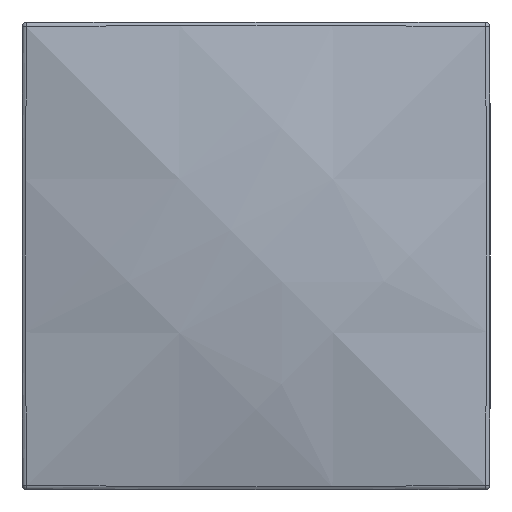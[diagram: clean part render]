
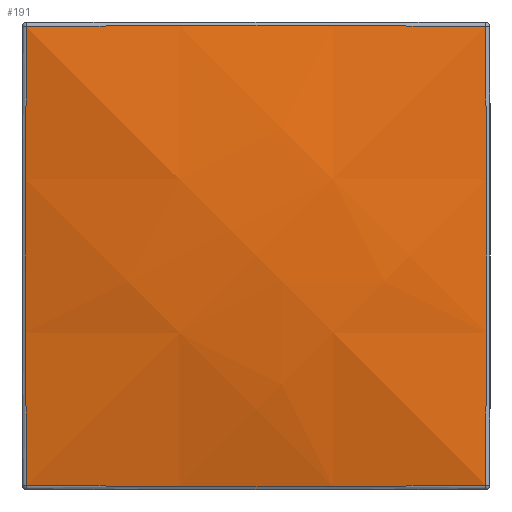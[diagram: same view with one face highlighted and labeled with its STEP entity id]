
A CAD part, left-side view. The second image highlights one B-rep face of the part: STEP entity #191.
In plain terms, the highlighted free-form (B-spline) face has degree [3, 3] with [4, 4] control points.
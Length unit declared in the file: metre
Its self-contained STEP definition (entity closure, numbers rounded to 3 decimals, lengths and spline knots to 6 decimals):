
#191=ADVANCED_FACE('0:163',(#376),#377,.F.);
#376=FACE_OUTER_BOUND('',#579,.T.);
#377=B_SPLINE_SURFACE_WITH_KNOTS('',3,3,((#580,#581,#582,#583),(#584,#585,#586,#587),(#588,#589,#590,#591),(#592,#593,#594,#595)),.UNSPECIFIED.,.F.,.F.,.F.,(4,4),(4,4),(0.003423,0.996577),(0.003423,0.996577),.UNSPECIFIED.);
#579=EDGE_LOOP('',(#1022,#1023,#1024,#1025));
#580=CARTESIAN_POINT('',(-0.001,0.000633,-0.000008));
#581=CARTESIAN_POINT('',(-0.001002,0.000211,-0.000008));
#582=CARTESIAN_POINT('',(-0.001002,-0.000211,-0.000008));
#583=CARTESIAN_POINT('',(-0.001,-0.000633,-0.000008));
#584=CARTESIAN_POINT('',(-0.001002,0.000633,0.000414));
#585=CARTESIAN_POINT('',(-0.001159,0.000211,0.000414));
#586=CARTESIAN_POINT('',(-0.001159,-0.000211,0.000414));
#587=CARTESIAN_POINT('',(-0.001002,-0.000633,0.000414));
#588=CARTESIAN_POINT('',(-0.001002,0.000633,0.000836));
#589=CARTESIAN_POINT('',(-0.001159,0.000211,0.000836));
#590=CARTESIAN_POINT('',(-0.001159,-0.000211,0.000836));
#591=CARTESIAN_POINT('',(-0.001002,-0.000633,0.000836));
#592=CARTESIAN_POINT('',(-0.001,0.000633,0.001258));
#593=CARTESIAN_POINT('',(-0.001002,0.000211,0.001258));
#594=CARTESIAN_POINT('',(-0.001002,-0.000211,0.001258));
#595=CARTESIAN_POINT('',(-0.001,-0.000633,0.001258));
#1022=ORIENTED_EDGE('',*,*,#1418,.T.);
#1023=ORIENTED_EDGE('',*,*,#1419,.T.);
#1024=ORIENTED_EDGE('',*,*,#1420,.T.);
#1025=ORIENTED_EDGE('',*,*,#1421,.T.);
#1418=EDGE_CURVE('0:277',#1635,#1636,#1637,.T.);
#1419=EDGE_CURVE('0:280',#1636,#1638,#1639,.T.);
#1420=EDGE_CURVE('0:283',#1638,#1640,#1641,.T.);
#1421=EDGE_CURVE('0:286',#1640,#1635,#1642,.T.);
#1635=VERTEX_POINT('NONE',#1912);
#1636=VERTEX_POINT('NONE',#1913);
#1637=CIRCLE('',#1914,0.048441);
#1638=VERTEX_POINT('NONE',#1915);
#1639=CIRCLE('',#1916,0.048441);
#1640=VERTEX_POINT('NONE',#1917);
#1641=CIRCLE('',#1918,0.048441);
#1642=CIRCLE('',#1919,0.048441);
#1912=CARTESIAN_POINT('',(-0.001,0.000625,0.00125));
#1913=CARTESIAN_POINT('',(-0.001,0.000625,0.));
#1914=AXIS2_PLACEMENT_3D('',#2157,#2158,#2159);
#1915=CARTESIAN_POINT('',(-0.001,-0.000625,0.));
#1916=AXIS2_PLACEMENT_3D('',#2160,#2161,#2162);
#1917=CARTESIAN_POINT('',(-0.001,-0.000625,0.00125));
#1918=AXIS2_PLACEMENT_3D('',#2163,#2164,#2165);
#1919=AXIS2_PLACEMENT_3D('',#2166,#2167,#2168);
#2157=CARTESIAN_POINT('',(0.0282,-0.038021,0.000625));
#2158=DIRECTION('',(-0.798,-0.603,0.));
#2159=DIRECTION('',(-0.603,0.798,0.013));
#2160=CARTESIAN_POINT('',(0.0282,0.,0.038646));
#2161=DIRECTION('',(-0.798,0.,0.603));
#2162=DIRECTION('',(-0.603,0.013,-0.798));
#2163=CARTESIAN_POINT('',(0.0282,0.038021,0.000625));
#2164=DIRECTION('',(-0.798,0.603,0.));
#2165=DIRECTION('',(-0.603,-0.798,-0.013));
#2166=CARTESIAN_POINT('',(0.0282,0.,-0.037396));
#2167=DIRECTION('',(-0.798,0.,-0.603));
#2168=DIRECTION('',(-0.603,-0.013,0.798));
